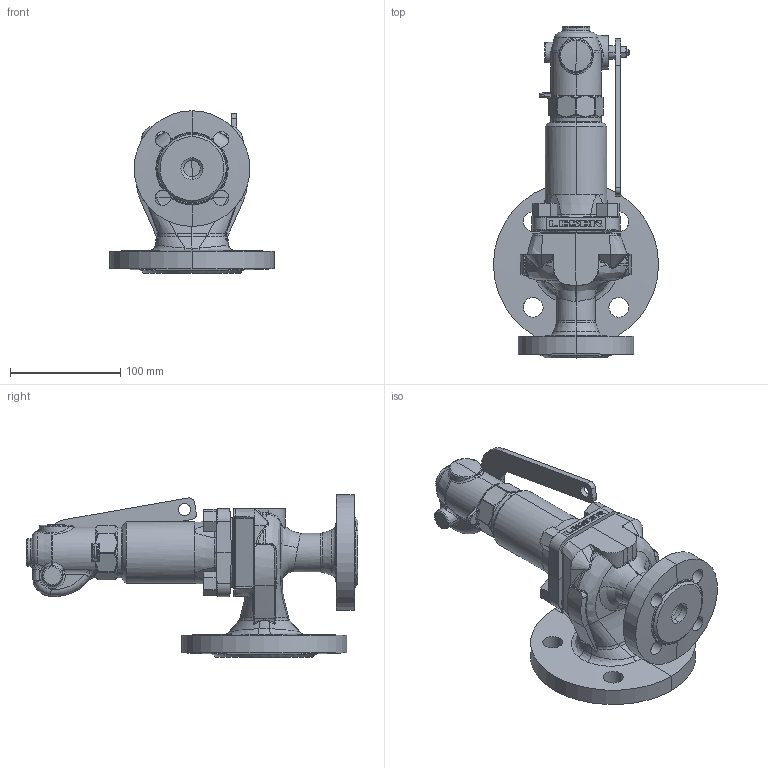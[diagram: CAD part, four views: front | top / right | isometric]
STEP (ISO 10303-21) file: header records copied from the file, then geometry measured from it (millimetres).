
FILE_DESCRIPTION((''),'2;1');
FILE_NAME('441-DN20X40-H4-PN40PN16_ASM','2019-10-24T',('volz'),(''),'PRO/ENGINEER BY PARAMETRIC TECHNOLOGY CORPORATION, 2014430','PRO/ENGINEER BY PARAMETRIC TECHNOLOGY CORPORATION, 2014430','');
FILE_SCHEMA(('CONFIG_CONTROL_DESIGN'));
Length unit declared in the file: millimetre
Products named in the file (9): 109-5309-05-B01; 141-0109-06-B01; M12_DIN934; 10000448040_G3D_000; 10000448041_G3D_000; 10000448042_G3D_000; 10000448038_G3D_000; 10000448039_G3D_000_ASM; 441-DN20X40-H4-PN40PN16_ASM
Assembly tree (11 placements, depth 3):
  441-DN20X40-H4-PN40PN16_ASM
    109-5309-05-B01
    141-0109-06-B01
    M12_DIN934  x4
    10000448039_G3D_000_ASM
      10000448040_G3D_000
      10000448041_G3D_000
      10000448042_G3D_000
      10000448038_G3D_000
Bounding box: 150 x 301.5 x 147.5 mm (x, y, z)
Volume: 918987 mm3; surface area: 218716.4 mm2
Topology: 10 solids, 10 shells, 982 faces, 2332 edges, 1374 vertices
Faces by surface type: bspline 337, cylinder 216, plane 215, cone 133, torus 45, sphere 34, extrusion 2
Entity records: 43197 total; most frequent: CARTESIAN_POINT 24885, ORIENTED_EDGE 4252, DIRECTION 3122, EDGE_CURVE 2126, AXIS2_PLACEMENT_3D 1278, VERTEX_POINT 1254, EDGE_LOOP 950, FACE_OUTER_BOUND 898
